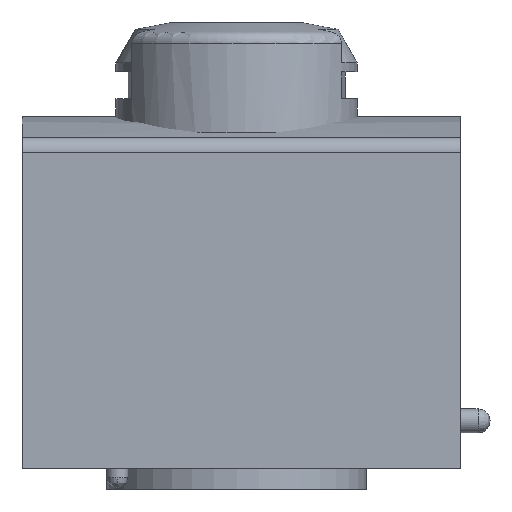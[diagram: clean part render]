
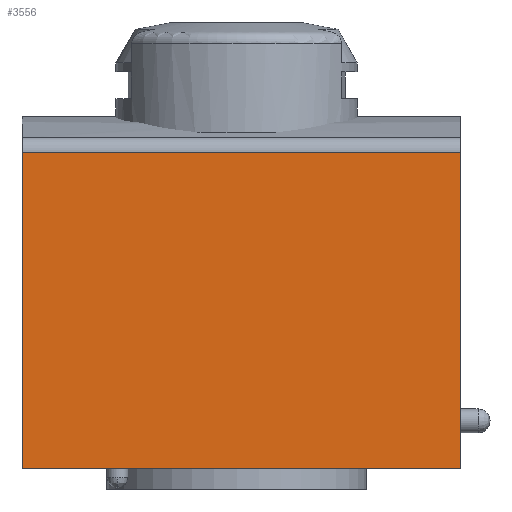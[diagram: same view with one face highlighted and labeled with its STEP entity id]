
A CAD part, left-side view. The second image highlights one B-rep face of the part: STEP entity #3556.
In plain terms, the highlighted face is planar.
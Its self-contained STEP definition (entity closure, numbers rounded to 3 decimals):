
#361=LINE($,#8768,#531);
#364=LINE($,#8781,#534);
#369=LINE($,#8802,#539);
#370=LINE($,#9011,#540);
#531=VECTOR($,#4837,14.7);
#534=VECTOR($,#4848,14.7);
#539=VECTOR($,#4871,10.616);
#540=VECTOR($,#4906,10.616);
#620=PLANE($,#3962);
#823=FACE_OUTER_BOUND($,#1067,.T.);
#1067=EDGE_LOOP($,(#3055,#3056,#3057,#3058));
#1637=VERTEX_POINT($,#8764);
#1639=VERTEX_POINT($,#8767);
#1644=VERTEX_POINT($,#8779);
#1645=VERTEX_POINT($,#8780);
#2102=EDGE_CURVE($,#1637,#1639,#361,.T.);
#2108=EDGE_CURVE($,#1644,#1645,#364,.T.);
#2118=EDGE_CURVE($,#1644,#1639,#369,.T.);
#2135=EDGE_CURVE($,#1645,#1637,#370,.T.);
#3055=ORIENTED_EDGE($,*,*,#2135,.F.);
#3056=ORIENTED_EDGE($,*,*,#2108,.F.);
#3057=ORIENTED_EDGE($,*,*,#2118,.T.);
#3058=ORIENTED_EDGE($,*,*,#2102,.F.);
#3556=ADVANCED_FACE($,(#823),#620,.T.);
#3962=AXIS2_PLACEMENT_3D($,#9086,#4926,#4927);
#4837=DIRECTION($,(-1.,0.,0.));
#4848=DIRECTION($,(1.,0.,0.));
#4871=DIRECTION($,(0.,0.,-1.));
#4906=DIRECTION($,(0.,0.,-1.));
#4926=DIRECTION('center_axis',(0.,-1.,0.));
#4927=DIRECTION('ref_axis',(0.,0.,-1.));
#8764=CARTESIAN_POINT('',(234.3,967.1,27.2));
#8767=CARTESIAN_POINT('',(219.6,967.1,27.2));
#8768=CARTESIAN_POINT($,(234.3,967.1,27.2));
#8779=CARTESIAN_POINT('',(219.6,967.1,37.816));
#8780=CARTESIAN_POINT('',(234.3,967.1,37.816));
#8781=CARTESIAN_POINT($,(219.6,967.1,37.816));
#8802=CARTESIAN_POINT($,(219.6,967.1,37.816));
#9011=CARTESIAN_POINT($,(234.3,967.1,37.816));
#9086=CARTESIAN_POINT('Origin',(234.3,967.1,37.816));
